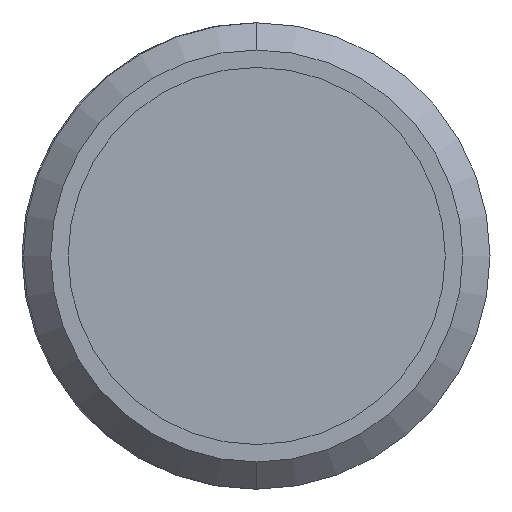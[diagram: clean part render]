
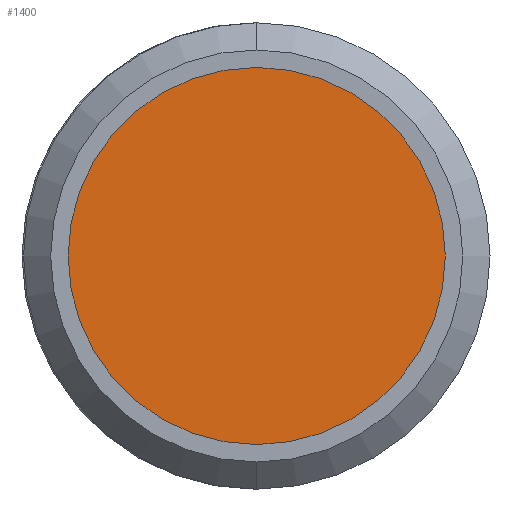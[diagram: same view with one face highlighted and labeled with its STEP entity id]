
A CAD part, front view. The second image highlights one B-rep face of the part: STEP entity #1400.
In plain terms, the highlighted planar face has unit normal (0, -1, 0).
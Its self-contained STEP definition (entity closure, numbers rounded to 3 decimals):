
#1400=ADVANCED_FACE('',(#2719),#2720,.T.);
#1406=EDGE_CURVE('',#2725,#2729,#2730,.T.);
#1410=EDGE_CURVE('',#2725,#2729,#2735,.T.);
#2719=FACE_OUTER_BOUND('',#5676,.T.);
#2720=PLANE('',#5677);
#2725=VERTEX_POINT('',#5683);
#2729=VERTEX_POINT('',#5689);
#2730=CIRCLE('',#5690,4.85);
#2735=CIRCLE('',#5698,4.85);
#5676=EDGE_LOOP('',(#8997,#8998));
#5677=AXIS2_PLACEMENT_3D('',#8999,#9000,#9001);
#5683=CARTESIAN_POINT('',(4.85,-0.01,0.0));
#5689=CARTESIAN_POINT('',(-4.85,-0.01,0.0));
#5690=AXIS2_PLACEMENT_3D('',#9011,#9012,#9013);
#5698=AXIS2_PLACEMENT_3D('',#9015,#9016,#9017);
#8997=ORIENTED_EDGE('',*,*,#1406,.F.);
#8998=ORIENTED_EDGE('',*,*,#1410,.T.);
#8999=CARTESIAN_POINT('',(0.0,-0.01,0.0));
#9000=DIRECTION('',(0.0,-1.0,0.0));
#9001=DIRECTION('',(1.0,0.0,0.0));
#9011=CARTESIAN_POINT('',(0.0,-0.01,0.0));
#9012=DIRECTION('',(-0.0,1.0,0.0));
#9013=DIRECTION('',(1.0,0.0,0.0));
#9015=CARTESIAN_POINT('',(0.0,-0.01,0.0));
#9016=DIRECTION('',(0.0,-1.0,0.0));
#9017=DIRECTION('',(1.0,0.0,0.0));
